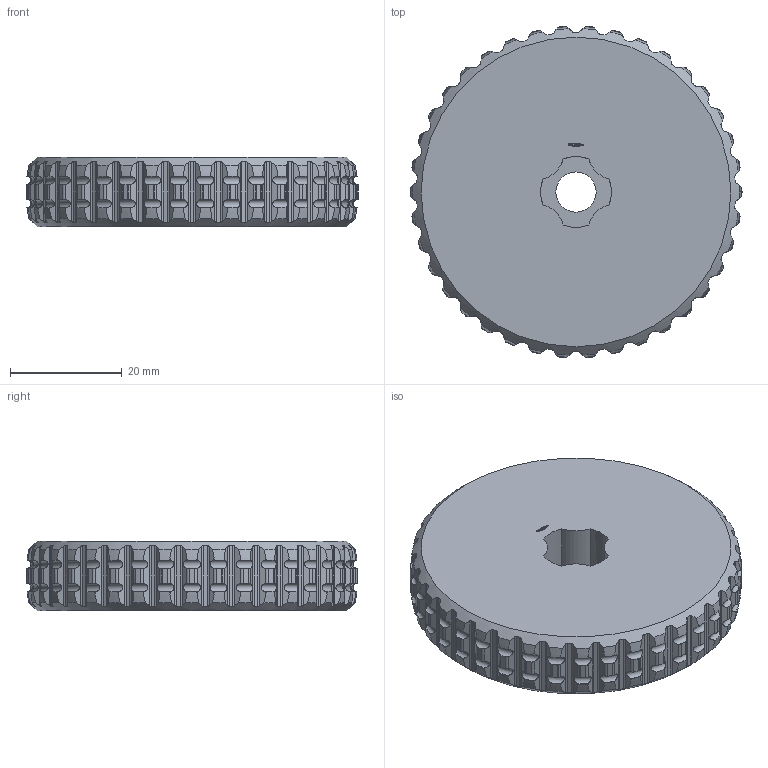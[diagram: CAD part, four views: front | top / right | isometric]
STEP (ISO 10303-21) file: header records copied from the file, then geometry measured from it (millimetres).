
FILE_DESCRIPTION(('FreeCAD Model'),'2;1');
FILE_NAME('Open CASCADE Shape Model','2023-12-20T19:02:24',(''),(''), 'Open CASCADE STEP processor 7.6','FreeCAD','Unknown');
FILE_SCHEMA(('AUTOMOTIVE_DESIGN { 1 0 10303 214 1 1 1 1 }'));
Products named in the file (1): Wheel GND TTRD PLN BU04.75x01.00 - SPN-WHL-0012 (stemfie.org)
Bounding box: 59.37 x 59.25 x 12.5 mm (x, y, z)
Volume: 31428 mm3; surface area: 8369.5 mm2
Topology: 1 solids, 1 shells, 1318 faces, 3806 edges, 2532 vertices
Faces by surface type: plane 441, cylinder 432, cone 173, extrusion 116, revolution 78, torus 78
Full cylindrical faces by diameter (mm): 2 x4, 7.2 x1
Entity records: 136423 total; most frequent: CARTESIAN_POINT 59398, DIRECTION 9854, ORIENTED_EDGE 7612, PCURVE 7612, DEFINITIONAL_REPRESENTATION 7612, VECTOR 5786, LINE 5670, B_SPLINE_CURVE_WITH_KNOTS 4930
